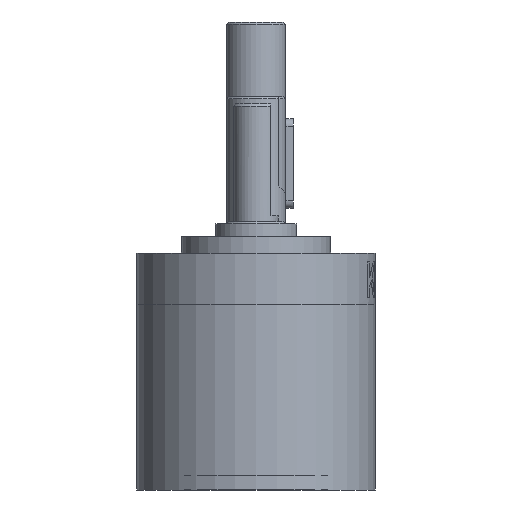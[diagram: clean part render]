
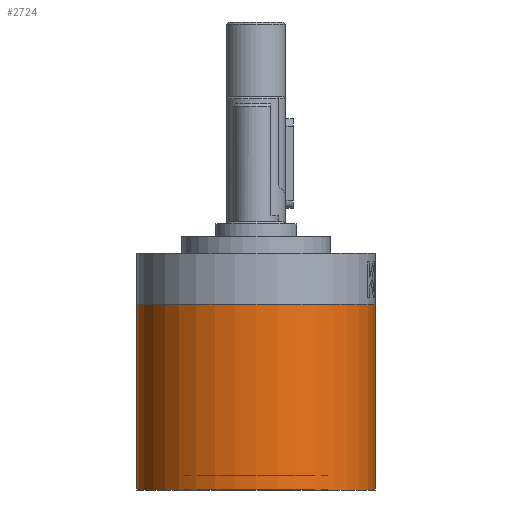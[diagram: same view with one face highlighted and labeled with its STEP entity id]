
A CAD part, left-side view. The second image highlights one B-rep face of the part: STEP entity #2724.
In plain terms, the highlighted cylindrical face has radius 16 mm (diameter 32 mm), a full revolution.
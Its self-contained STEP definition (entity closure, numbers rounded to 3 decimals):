
#1751=FACE_BOUND('',#4271,.T.);
#1752=FACE_BOUND('',#4272,.T.);
#2092=CYLINDRICAL_SURFACE('',#10417,16.);
#2724=ADVANCED_FACE('',(#1751,#1752),#2092,.T.);
#4271=EDGE_LOOP('',(#6849));
#4272=EDGE_LOOP('',(#6850));
#4836=CIRCLE('',#10415,16.);
#4837=CIRCLE('',#10416,16.);
#6849=ORIENTED_EDGE('',*,*,#9003,.F.);
#6850=ORIENTED_EDGE('',*,*,#9004,.T.);
#7994=VERTEX_POINT('',#27875);
#7995=VERTEX_POINT('',#27877);
#9003=EDGE_CURVE('',#7994,#7994,#4836,.T.);
#9004=EDGE_CURVE('',#7995,#7995,#4837,.T.);
#10415=AXIS2_PLACEMENT_3D('',#27874,#12150,#12151);
#10416=AXIS2_PLACEMENT_3D('',#27876,#12152,#12153);
#10417=AXIS2_PLACEMENT_3D('',#27878,#12154,#12155);
#12150=DIRECTION('',(0.,0.,-1.));
#12151=DIRECTION('',(1.,0.,0.));
#12152=DIRECTION('',(0.,0.,-1.));
#12153=DIRECTION('',(1.,0.,0.));
#12154=DIRECTION('',(0.,0.,1.));
#12155=DIRECTION('',(1.,0.,0.));
#27874=CARTESIAN_POINT('',(-34.,0.,0.));
#27875=CARTESIAN_POINT('',(-18.,0.,0.));
#27876=CARTESIAN_POINT('',(-34.,0.,24.899));
#27877=CARTESIAN_POINT('',(-18.,0.,24.899));
#27878=CARTESIAN_POINT('',(-34.,0.,24.9));
